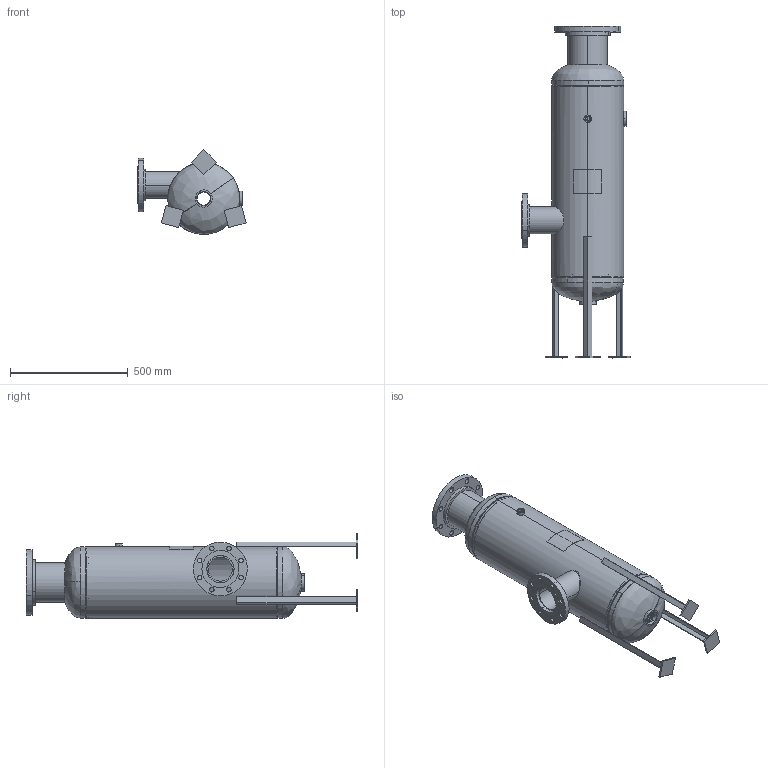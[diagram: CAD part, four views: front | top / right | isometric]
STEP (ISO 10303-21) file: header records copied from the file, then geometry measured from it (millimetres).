
FILE_DESCRIPTION (( 'STEP AP203' ), '1' );
FILE_NAME ('FTA-12V.STEP', '2021-03-10T21:04:33', ( '' ), ( '' ), 'SwSTEP 2.0', 'SolidWorks 2021', '' );
FILE_SCHEMA (( 'CONFIG_CONTROL_DESIGN' ));
Length unit declared in the file: inch
Products named in the file (14): 9500080; 9200040; 9500030; 9100260_20; FTA-12V; 9301090_7; 99T2402; 9461090; 9600830_12" VERT; 9500070; 99P0209; 9301110_6.5; 9461070
Assembly tree (17 placements, depth 2):
  FTA-12V
    99P0209
    9200040
    9200040
    9500030
    9500070
    9500080
    9301110_6.5
    9301090_7
    9461070
    9461090
    9100260_20  x3
    99T2402  x3
    9600830_12" VERT
Bounding box: 459.29 x 1409.7 x 360.11 mm (x, y, z)
Volume: 5625744.7 mm3; surface area: 2788535.7 mm2
Topology: 17 solids, 17 shells, 236 faces, 538 edges, 340 vertices
Faces by surface type: cylinder 106, plane 72, cone 26, torus 24, bspline 8
Entity records: 8724 total; most frequent: CARTESIAN_POINT 2080, DIRECTION 1178, ORIENTED_EDGE 956, AXIS2_PLACEMENT_3D 504, EDGE_CURVE 478, VERTEX_POINT 300, CIRCLE 284, EDGE_LOOP 270
